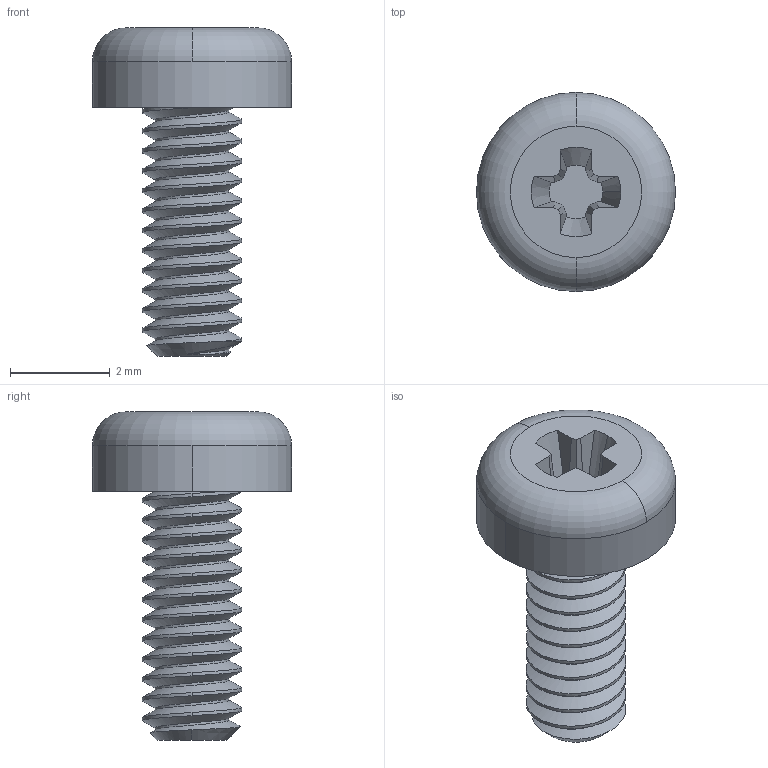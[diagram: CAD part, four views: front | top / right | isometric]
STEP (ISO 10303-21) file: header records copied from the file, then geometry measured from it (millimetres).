
FILE_DESCRIPTION (( 'STEP AP203' ), '1' );
FILE_NAME ('92492A643_Nylon Pan Head Phillips Screws.STEP', '2021-09-09T22:40:57', ( 'Administrator' ), ( 'Managed by Terraform' ), 'SwSTEP 2.0', 'SolidWorks 2017', '' );
FILE_SCHEMA (( 'CONFIG_CONTROL_DESIGN' ));
Length unit declared in the file: millimetre
Products named in the file (1): 92492A643_Nylon Pan Head Phillips Screws
Bounding box: 4 x 4 x 6.6 mm (x, y, z)
Volume: 29.4 mm3; surface area: 94.3 mm2
Topology: 1 solids, 1 shells, 60 faces, 167 edges, 111 vertices
Faces by surface type: cylinder 27, plane 20, cone 8, bspline 3, torus 2
Entity records: 3780 total; most frequent: CARTESIAN_POINT 2333, ORIENTED_EDGE 334, DIRECTION 240, EDGE_CURVE 167, VERTEX_POINT 111, AXIS2_PLACEMENT_3D 83, VECTOR 74, LINE 74
